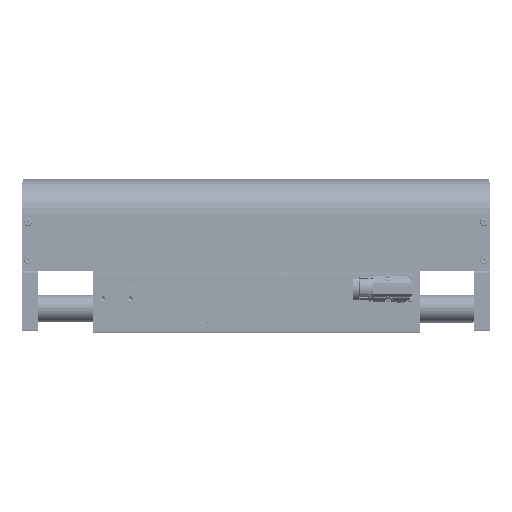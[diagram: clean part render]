
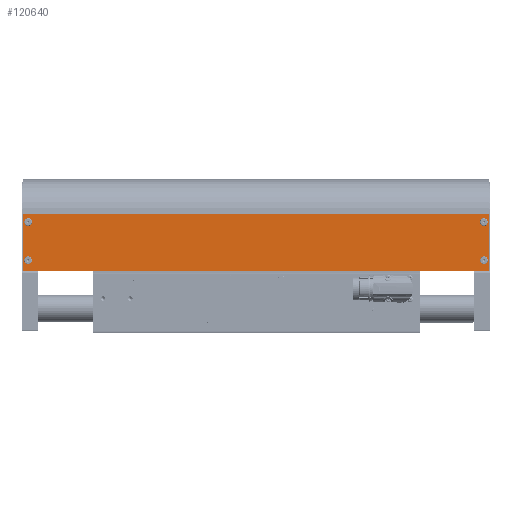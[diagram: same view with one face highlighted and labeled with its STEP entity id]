
A CAD part, top view. The second image highlights one B-rep face of the part: STEP entity #120640.
In plain terms, the highlighted face is planar.
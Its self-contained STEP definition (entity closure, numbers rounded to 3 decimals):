
#5482 = VERTEX_POINT ( 'NONE', #19431 ) ;
#6364 = VECTOR ( 'NONE', #23138, 1000. ) ;
#12292 = CARTESIAN_POINT ( 'NONE',  ( -32., 0., 427. ) ) ;
#12776 = CARTESIAN_POINT ( 'NONE',  ( -32., -42., 7.4 ) ) ;
#19431 = CARTESIAN_POINT ( 'NONE',  ( -32., -42., 424.4 ) ) ;
#19658 = FACE_BOUND ( 'NONE', #24608, .T. ) ;
#21122 = EDGE_CURVE ( 'NONE', #42950, #42950, #56441, .T. ) ;
#21552 = VECTOR ( 'NONE', #132846, 1000. ) ;
#23138 = DIRECTION ( 'NONE',  ( 0., 0., -1. ) ) ;
#23701 = EDGE_LOOP ( 'NONE', ( #44821 ) ) ;
#24286 = CARTESIAN_POINT ( 'NONE',  ( -32., -42., 422. ) ) ;
#24608 = EDGE_LOOP ( 'NONE', ( #60053 ) ) ;
#26281 = LINE ( 'NONE', #12292, #59736 ) ;
#28083 = CARTESIAN_POINT ( 'NONE',  ( -32., -7., 424.4 ) ) ;
#31984 = FACE_OUTER_BOUND ( 'NONE', #74370, .T. ) ;
#36409 = ORIENTED_EDGE ( 'NONE', *, *, #51086, .F. ) ;
#41615 = DIRECTION ( 'NONE',  ( 0., 0., 1. ) ) ;
#42300 = CARTESIAN_POINT ( 'NONE',  ( -32., 0., 0. ) ) ;
#42950 = VERTEX_POINT ( 'NONE', #28083 ) ;
#43445 = CIRCLE ( 'NONE', #71436, 2.4 ) ;
#43604 = DIRECTION ( 'NONE',  ( 0., -1., 0. ) ) ;
#44821 = ORIENTED_EDGE ( 'NONE', *, *, #21122, .F. ) ;
#46554 = ORIENTED_EDGE ( 'NONE', *, *, #149978, .T. ) ;
#47724 = DIRECTION ( 'NONE',  ( 0., 1., 0. ) ) ;
#48106 = VERTEX_POINT ( 'NONE', #158522 ) ;
#49261 = DIRECTION ( 'NONE',  ( 0., 0., 1. ) ) ;
#51086 = EDGE_CURVE ( 'NONE', #5482, #5482, #171669, .T. ) ;
#52258 = CARTESIAN_POINT ( 'NONE',  ( -32., -51.5, 427. ) ) ;
#53208 = VERTEX_POINT ( 'NONE', #42300 ) ;
#53872 = VERTEX_POINT ( 'NONE', #134529 ) ;
#56441 = CIRCLE ( 'NONE', #84365, 2.4 ) ;
#59736 = VECTOR ( 'NONE', #79710, 1000. ) ;
#60053 = ORIENTED_EDGE ( 'NONE', *, *, #108076, .F. ) ;
#60223 = CARTESIAN_POINT ( 'NONE',  ( -32., -42., 5. ) ) ;
#60833 = CARTESIAN_POINT ( 'NONE',  ( -32., 0., 427. ) ) ;
#61664 = CARTESIAN_POINT ( 'NONE',  ( -32., 0., 427. ) ) ;
#65369 = DIRECTION ( 'NONE',  ( -1., 0., 0. ) ) ;
#67603 = ORIENTED_EDGE ( 'NONE', *, *, #154901, .T. ) ;
#71306 = DIRECTION ( 'NONE',  ( -1., 0., 0. ) ) ;
#71373 = EDGE_CURVE ( 'NONE', #169384, #145022, #26281, .T. ) ;
#71436 = AXIS2_PLACEMENT_3D ( 'NONE', #77315, #142198, #49261 ) ;
#71626 = DIRECTION ( 'NONE',  ( -1., 0., 0. ) ) ;
#74370 = EDGE_LOOP ( 'NONE', ( #163865, #67603, #102759, #46554 ) ) ;
#77315 = CARTESIAN_POINT ( 'NONE',  ( -32., -7., 5. ) ) ;
#78472 = VERTEX_POINT ( 'NONE', #12776 ) ;
#79710 = DIRECTION ( 'NONE',  ( 0., -1., 0. ) ) ;
#82081 = ORIENTED_EDGE ( 'NONE', *, *, #152852, .F. ) ;
#82380 = CARTESIAN_POINT ( 'NONE',  ( -32., -51.5, 427. ) ) ;
#84365 = AXIS2_PLACEMENT_3D ( 'NONE', #162563, #71306, #41615 ) ;
#86325 = FACE_BOUND ( 'NONE', #23701, .T. ) ;
#88039 = EDGE_LOOP ( 'NONE', ( #82081 ) ) ;
#92598 = LINE ( 'NONE', #52258, #21552 ) ;
#99478 = CIRCLE ( 'NONE', #118997, 2.4 ) ;
#102208 = EDGE_LOOP ( 'NONE', ( #36409 ) ) ;
#102759 = ORIENTED_EDGE ( 'NONE', *, *, #71373, .F. ) ;
#108076 = EDGE_CURVE ( 'NONE', #48106, #48106, #43445, .T. ) ;
#113219 = CARTESIAN_POINT ( 'NONE',  ( -32., 0., 427. ) ) ;
#114327 = DIRECTION ( 'NONE',  ( 1., 0., 0. ) ) ;
#118466 = AXIS2_PLACEMENT_3D ( 'NONE', #24286, #65369, #130296 ) ;
#118997 = AXIS2_PLACEMENT_3D ( 'NONE', #60223, #71626, #138248 ) ;
#120640 = ADVANCED_FACE ( 'NONE', ( #31984, #137991, #86325, #125723, #19658 ), #127494, .F. ) ;
#125231 = VECTOR ( 'NONE', #43604, 1000. ) ;
#125723 = FACE_BOUND ( 'NONE', #88039, .T. ) ;
#127494 = PLANE ( 'NONE',  #136965 ) ;
#130296 = DIRECTION ( 'NONE',  ( 0., 0., 1. ) ) ;
#132846 = DIRECTION ( 'NONE',  ( 0., 0., 1. ) ) ;
#134529 = CARTESIAN_POINT ( 'NONE',  ( -32., -51.5, 0. ) ) ;
#136965 = AXIS2_PLACEMENT_3D ( 'NONE', #60833, #114327, #47724 ) ;
#137991 = FACE_BOUND ( 'NONE', #102208, .T. ) ;
#138248 = DIRECTION ( 'NONE',  ( 0., 0., 1. ) ) ;
#142198 = DIRECTION ( 'NONE',  ( -1., 0., 0. ) ) ;
#145022 = VERTEX_POINT ( 'NONE', #82380 ) ;
#148849 = CARTESIAN_POINT ( 'NONE',  ( -32., 0., 0. ) ) ;
#149978 = EDGE_CURVE ( 'NONE', #169384, #53208, #168666, .T. ) ;
#150556 = LINE ( 'NONE', #148849, #125231 ) ;
#152852 = EDGE_CURVE ( 'NONE', #78472, #78472, #99478, .T. ) ;
#154901 = EDGE_CURVE ( 'NONE', #53872, #145022, #92598, .T. ) ;
#155425 = EDGE_CURVE ( 'NONE', #53208, #53872, #150556, .T. ) ;
#158522 = CARTESIAN_POINT ( 'NONE',  ( -32., -7., 7.4 ) ) ;
#162563 = CARTESIAN_POINT ( 'NONE',  ( -32., -7., 422. ) ) ;
#163865 = ORIENTED_EDGE ( 'NONE', *, *, #155425, .T. ) ;
#168666 = LINE ( 'NONE', #61664, #6364 ) ;
#169384 = VERTEX_POINT ( 'NONE', #113219 ) ;
#171669 = CIRCLE ( 'NONE', #118466, 2.4 ) ;
